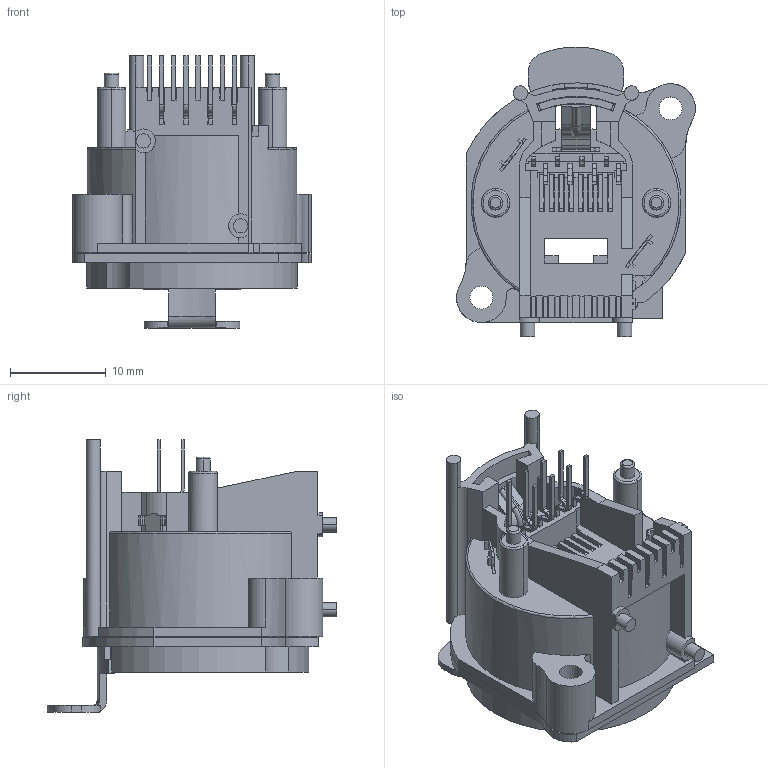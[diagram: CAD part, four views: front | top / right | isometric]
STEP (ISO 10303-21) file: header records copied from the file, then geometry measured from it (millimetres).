
FILE_DESCRIPTION((''),'2;1');
FILE_NAME('198DS-180_ASM','2025-09-05T09:28:02',('gongchengVV'),(''),'CREO PARAMETRIC BY PTC INC, 2020033','CREO PARAMETRIC BY PTC INC, 2020033','');
FILE_SCHEMA(('CONFIG_CONTROL_DESIGN'));
Length unit declared in the file: millimetre
Products named in the file (1): 198DS-180_ASM
Bounding box: 25 x 30.34 x 28.5 mm (x, y, z)
Volume: 509.3 mm3; surface area: 8223 mm2
Topology: 22 solids, 24 shells, 1252 faces, 3577 edges, 2384 vertices
Faces by surface type: plane 962, cylinder 241, cone 28, torus 19, bspline 2
Entity records: 41063 total; most frequent: CARTESIAN_POINT 8076, ORIENTED_EDGE 7146, DIRECTION 6531, EDGE_CURVE 3577, VECTOR 2631, LINE 2631, VERTEX_POINT 2384, AXIS2_PLACEMENT_3D 1950
